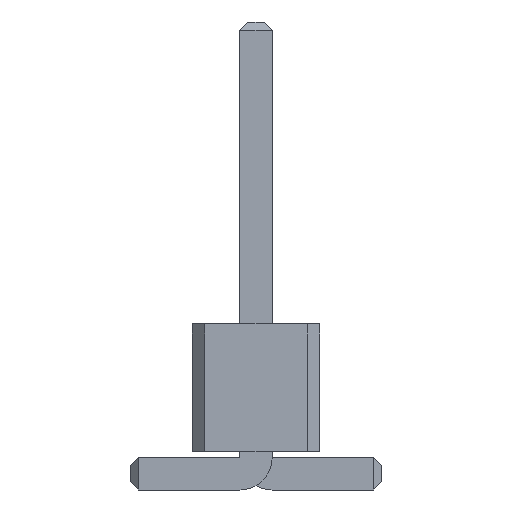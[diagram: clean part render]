
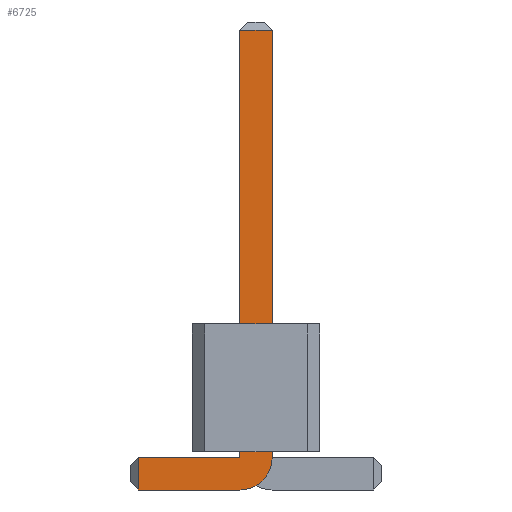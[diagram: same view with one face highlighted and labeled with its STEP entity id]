
A CAD part, front view. The second image highlights one B-rep face of the part: STEP entity #6725.
In plain terms, the highlighted planar face has unit normal (0, -1, 0).
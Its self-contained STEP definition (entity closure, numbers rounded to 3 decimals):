
#56=DIRECTION('',(0.,-1.,0.));
#67=DIRECTION('',(1.,0.,0.));
#1409=VECTOR('',#67,1.);
#1462=DIRECTION('',(-1.,0.,0.));
#2801=VECTOR('',#1462,1.);
#3001=DIRECTION('',(0.,0.,-1.));
#3020=VECTOR('',#3001,1.);
#6555=VECTOR('',#6556,1.);
#6556=DIRECTION('',(0.,0.,1.));
#6578=DIRECTION('',(0.,-1.,0.));
#6579=DIRECTION('',(-1.,0.,0.));
#6586=VERTEX_POINT('',#6587);
#6587=CARTESIAN_POINT('',(-2.34,-29.53,0.));
#6590=ORIENTED_EDGE('',*,*,#6591,.T.);
#6591=EDGE_CURVE('',#6586,#6592,#6594,.T.);
#6592=VERTEX_POINT('',#6593);
#6593=CARTESIAN_POINT('',(-0.32,-29.53,0.));
#6594=LINE('',#6595,#1409);
#6595=CARTESIAN_POINT('',(-2.5,-29.53,0.));
#6627=VERTEX_POINT('',#6628);
#6628=CARTESIAN_POINT('',(0.32,-29.53,0.64));
#6631=EDGE_CURVE('',#6592,#6627,#6632,.T.);
#6632=CIRCLE('',#6633,0.64);
#6633=AXIS2_PLACEMENT_3D('',#6634,#56,#3001);
#6634=CARTESIAN_POINT('',(-0.32,-29.53,0.64));
#6642=VERTEX_POINT('',#6634);
#6644=ORIENTED_EDGE('',*,*,#6645,.T.);
#6645=EDGE_CURVE('',#6642,#6646,#6648,.T.);
#6646=VERTEX_POINT('',#6647);
#6647=CARTESIAN_POINT('',(-2.34,-29.53,0.64));
#6648=LINE('',#6634,#2801);
#6658=ORIENTED_EDGE('',*,*,#6659,.T.);
#6659=EDGE_CURVE('',#6627,#6660,#6662,.T.);
#6660=VERTEX_POINT('',#6661);
#6661=CARTESIAN_POINT('',(0.32,-29.53,9.14));
#6662=LINE('',#6663,#6555);
#6663=CARTESIAN_POINT('',(0.32,-29.53,0.));
#6676=VERTEX_POINT('',#6677);
#6677=CARTESIAN_POINT('',(-0.32,-29.53,9.14));
#6679=ORIENTED_EDGE('',*,*,#6680,.T.);
#6680=EDGE_CURVE('',#6676,#6642,#6681,.T.);
#6681=LINE('',#6682,#3020);
#6682=CARTESIAN_POINT('',(-0.32,-29.53,9.3));
#6725=ADVANCED_FACE('',(#6726),#6735,.T.);
#6726=FACE_BOUND('',#6727,.T.);
#6727=EDGE_LOOP('',(#6590,#6728,#6658,#6729,#6679,#6644,#6732));
#6728=ORIENTED_EDGE('',*,*,#6631,.T.);
#6729=ORIENTED_EDGE('',*,*,#6730,.T.);
#6730=EDGE_CURVE('',#6660,#6676,#6731,.T.);
#6731=LINE('',#6661,#2801);
#6732=ORIENTED_EDGE('',*,*,#6733,.T.);
#6733=EDGE_CURVE('',#6646,#6586,#6734,.T.);
#6734=LINE('',#6647,#3020);
#6735=PLANE('',#6736);
#6736=AXIS2_PLACEMENT_3D('',#6737,#6578,#6579);
#6737=CARTESIAN_POINT('',(-0.311,-29.53,3.871));
